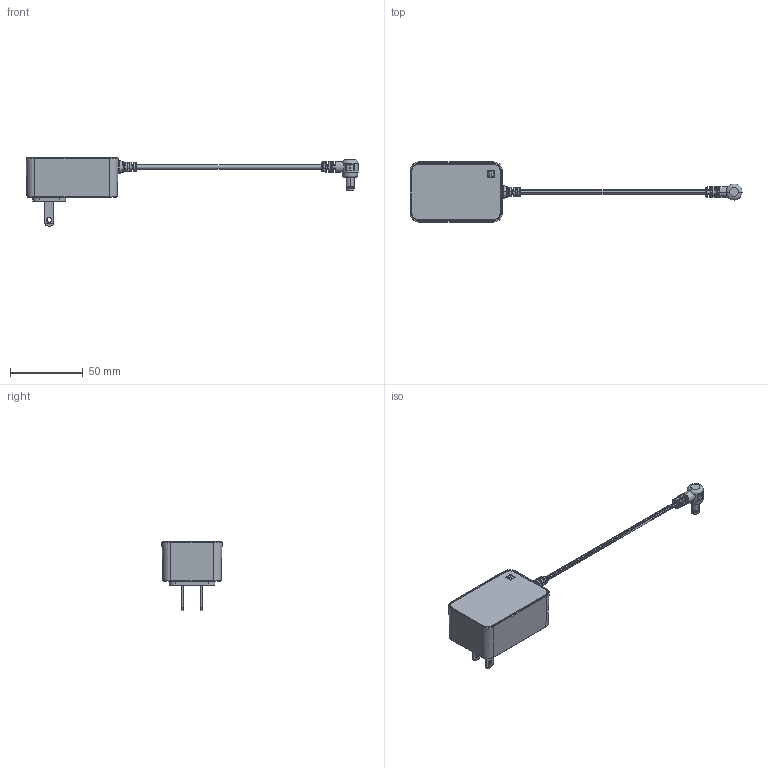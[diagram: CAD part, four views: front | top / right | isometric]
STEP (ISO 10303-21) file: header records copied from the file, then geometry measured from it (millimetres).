
FILE_DESCRIPTION (( 'STEP AP203' ), '1' );
FILE_NAME ('16-00122.STEP', '2019-08-13T21:01:26', ( '' ), ( '' ), 'SwSTEP 2.0', 'SolidWorks 2015', '' );
FILE_SCHEMA (( 'CONFIG_CONTROL_DESIGN' ));
Length unit declared in the file: millimetre
Products named in the file (14): 50-00133; 10-03156; 50-00133 shell; 26-00004; Nema 1-15 plug; UL_1-15 pin; 24-00279; 26-00004_bottom; 30-00338_stripped and tinned; 16-00122; 24-00006; 50-00133 insulator; 50-00133 contact; 26-00004_top
Assembly tree (14 placements, depth 4):
  16-00122
    26-00004
      26-00004_bottom
      26-00004_top
    Nema 1-15 plug
      UL_1-15 pin  x2
    10-03156
      30-00338_stripped and tinned
      24-00279
      24-00006
      50-00133
        50-00133 contact
        50-00133 insulator
        50-00133 shell
Bounding box: 228.69 x 41.48 x 47 mm (x, y, z)
Volume: 22430 mm3; surface area: 34627.8 mm2
Topology: 150 solids, 150 shells, 1317 faces, 2790 edges, 1815 vertices
Faces by surface type: plane 687, cylinder 416, bspline 128, torus 48, cone 38
Entity records: 41862 total; most frequent: CARTESIAN_POINT 12825, DIRECTION 5761, ORIENTED_EDGE 5452, EDGE_CURVE 2726, AXIS2_PLACEMENT_3D 2210, VERTEX_POINT 1775, EDGE_LOOP 1369, VECTOR 1341
